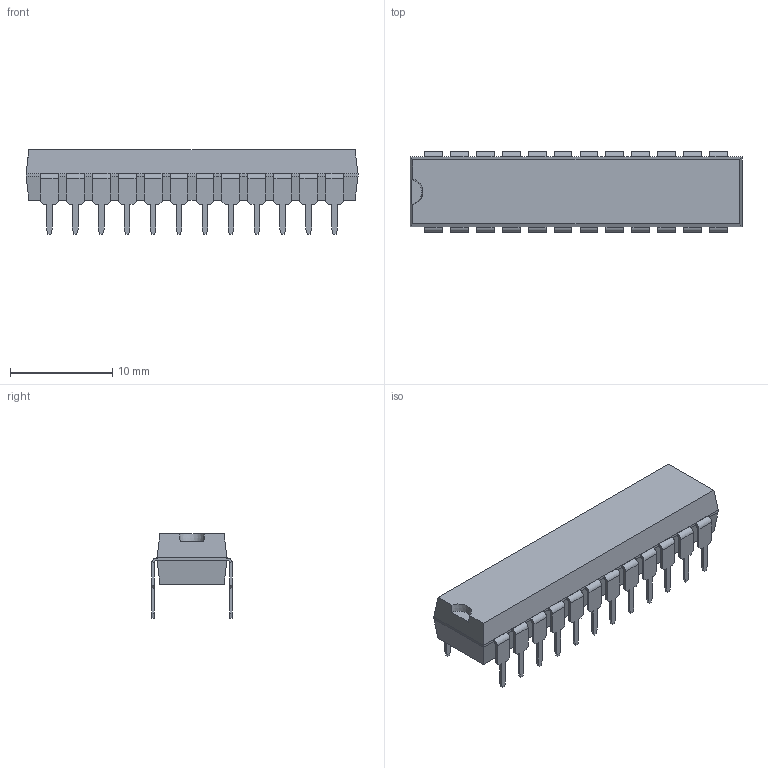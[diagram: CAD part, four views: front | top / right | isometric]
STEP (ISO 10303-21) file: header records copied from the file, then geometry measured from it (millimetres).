
FILE_DESCRIPTION(('STEP AP214'), '1');
FILE_NAME('MS-001AF', '', ('UNSPECIFIED'), ('UNSPECIFIED'), 'ASCON STEP Converter 1.3', 'ASCON Math Kernel', '');
FILE_SCHEMA(('AUTOMOTIVE_DESIGN { 1 0 10303 214 3 1 1}'));
Length unit declared in the file: millimetre
Bounding box: 32.51 x 7.87 x 8.28 mm (x, y, z)
Volume: 1091.8 mm3; surface area: 1230.9 mm2
Topology: 25 solids, 25 shells, 544 faces, 1282 edges, 788 vertices
Faces by surface type: plane 495, cylinder 48, cone 1
Entity records: 19866 total; most frequent: CARTESIAN_POINT 2623, ORIENTED_EDGE 2564, DIRECTION 2468, EDGE_CURVE 1282, LINE 1182, VECTOR 1182, VERTEX_POINT 788, AXIS2_PLACEMENT_3D 643
